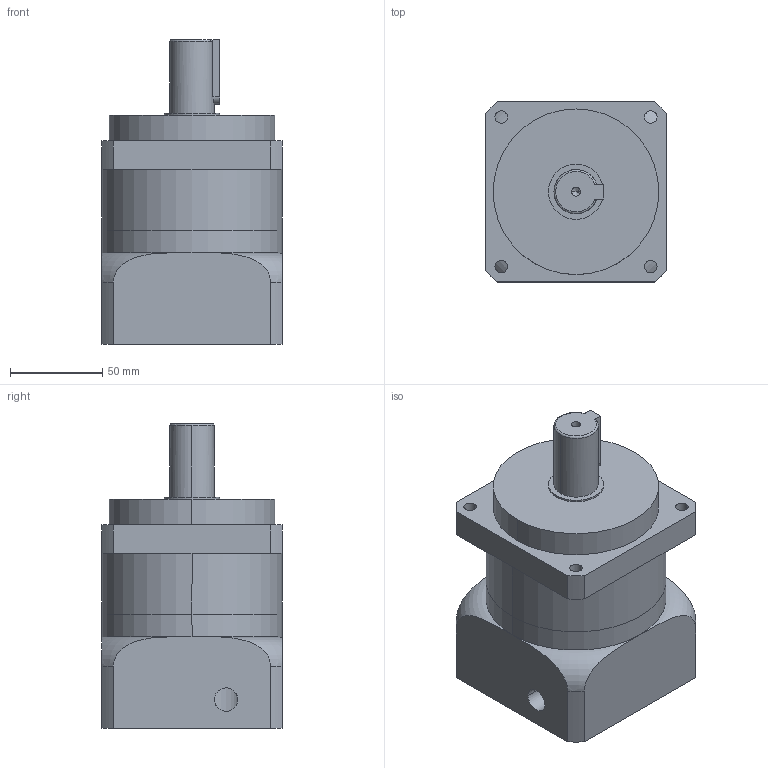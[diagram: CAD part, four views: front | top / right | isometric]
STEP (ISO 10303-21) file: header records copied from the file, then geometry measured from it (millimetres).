
FILE_DESCRIPTION (( 'STEP AP214' ), '1' );
FILE_NAME ('DN100-L1-XX-19-70-90-M6_2019.STEP', '2019-03-13T11:46:52', ( 'Y' ), ( 'NCU' ), 'SwSTEP 2.0', 'SolidWorks 2016', '' );
FILE_SCHEMA (( 'AUTOMOTIVE_DESIGN' ));
Length unit declared in the file: millimetre
Products named in the file (1): DN100-L1-XX-19-70-90-M6_2019
Bounding box: 98 x 98 x 165.5 mm (x, y, z)
Volume: 928323 mm3; surface area: 118256.1 mm2
Topology: 2 solids, 2 shells, 243 faces, 573 edges, 364 vertices
Faces by surface type: plane 110, cylinder 102, cone 26, torus 5
Entity records: 8628 total; most frequent: CARTESIAN_POINT 1925, DIRECTION 1238, ORIENTED_EDGE 1126, EDGE_CURVE 563, AXIS2_PLACEMENT_3D 459, VERTEX_POINT 364, VECTOR 320, LINE 320
